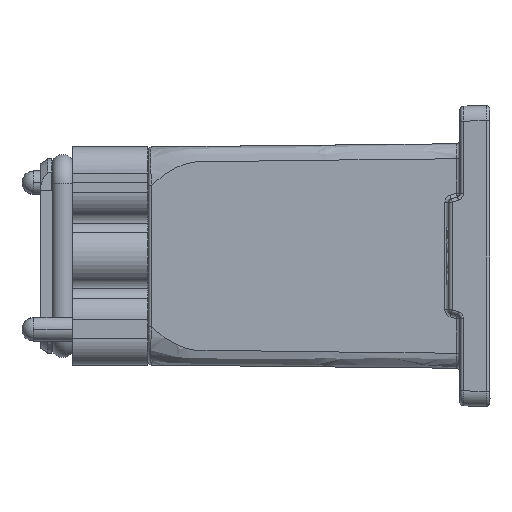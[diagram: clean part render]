
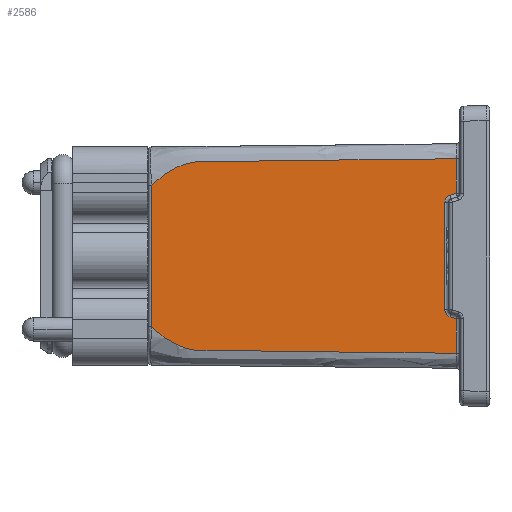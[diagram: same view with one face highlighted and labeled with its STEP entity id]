
A CAD part, left-side view. The second image highlights one B-rep face of the part: STEP entity #2586.
In plain terms, the highlighted planar face has unit normal (-1, 0.011, 0).
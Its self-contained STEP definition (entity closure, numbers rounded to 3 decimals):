
#1528=FACE_OUTER_BOUND('',#8351,.T.);
#2586=ADVANCED_FACE('NONE',(#1528),#3137,.T.);
#3137=PLANE('',#20636);
#4310=LINE('',#39540,#5541);
#4311=LINE('',#39552,#5542);
#4312=LINE('',#39554,#5543);
#4314=LINE('',#39685,#5545);
#4315=LINE('',#39687,#5546);
#4316=LINE('',#39709,#5547);
#5541=VECTOR('',#23834,1.);
#5542=VECTOR('',#23839,1.);
#5543=VECTOR('',#23842,1.);
#5545=VECTOR('',#23846,1.);
#5546=VECTOR('',#23849,1.);
#5547=VECTOR('',#23854,1.);
#6954=B_SPLINE_CURVE_WITH_KNOTS('',3,(#39525,#39526,#39527,#39528),
 .UNSPECIFIED.,.F.,.F.,(4,4),(0.,1.),.UNSPECIFIED.);
#6958=B_SPLINE_CURVE_WITH_KNOTS('',3,(#39547,#39548,#39549,#39550),
 .UNSPECIFIED.,.F.,.F.,(4,4),(0.,1.),.UNSPECIFIED.);
#6960=B_SPLINE_CURVE_WITH_KNOTS('',3,(#39563,#39564,#39565,#39566,#39567,
#39568,#39569,#39570,#39571,#39572,#39573,#39574,#39575,#39576,#39577,#39578,
#39579,#39580,#39581,#39582,#39583,#39584,#39585,#39586,#39587,#39588,#39589,
#39590,#39591,#39592,#39593,#39594),.UNSPECIFIED.,.F.,.F.,(4,1,1,2,2,1,
2,2,1,1,1,2,2,1,1,1,1,2,2,2,4),(0.,0.063,0.094,
0.109,0.125,0.141,0.148,
0.156,0.172,0.18,0.184,
0.186,0.188,0.219,0.234,
0.242,0.246,0.248,0.25,
0.5,1.),.UNSPECIFIED.);
#6992=B_SPLINE_CURVE_WITH_KNOTS('',3,(#40251,#40252,#40253,#40254,#40255,
#40256,#40257,#40258,#40259,#40260,#40261,#40262),.UNSPECIFIED.,.F.,.F.,
(4,2,2,2,2,4),(0.,0.125,0.188,0.25,0.5,
1.),.UNSPECIFIED.);
#8351=EDGE_LOOP('',(#13499,#13500,#13501,#13502,#13503,#13504,#13505,#13506,
#13507,#13508));
#13499=ORIENTED_EDGE('',*,*,#18968,.T.);
#13500=ORIENTED_EDGE('',*,*,#18969,.T.);
#13501=ORIENTED_EDGE('',*,*,#18957,.T.);
#13502=ORIENTED_EDGE('',*,*,#18960,.T.);
#13503=ORIENTED_EDGE('',*,*,#18962,.T.);
#13504=ORIENTED_EDGE('',*,*,#18963,.T.);
#13505=ORIENTED_EDGE('',*,*,#18973,.T.);
#13506=ORIENTED_EDGE('',*,*,#19013,.F.);
#13507=ORIENTED_EDGE('',*,*,#18964,.T.);
#13508=ORIENTED_EDGE('',*,*,#18967,.T.);
#16145=VERTEX_POINT('',#38367);
#16146=VERTEX_POINT('',#38375);
#16149=VERTEX_POINT('',#38414);
#16180=VERTEX_POINT('',#38985);
#16205=VERTEX_POINT('',#39524);
#16206=VERTEX_POINT('',#39529);
#16207=VERTEX_POINT('',#39539);
#16208=VERTEX_POINT('',#39546);
#16209=VERTEX_POINT('',#39555);
#16213=VERTEX_POINT('',#39708);
#18957=EDGE_CURVE('NONE',#16206,#16205,#6954,.T.);
#18960=EDGE_CURVE('NONE',#16205,#16207,#4310,.T.);
#18962=EDGE_CURVE('NONE',#16207,#16208,#6958,.T.);
#18963=EDGE_CURVE('NONE',#16208,#16149,#4311,.T.);
#18964=EDGE_CURVE('NONE',#16209,#16180,#4312,.T.);
#18967=EDGE_CURVE('NONE',#16180,#16145,#6960,.T.);
#18968=EDGE_CURVE('NONE',#16145,#16146,#4314,.T.);
#18969=EDGE_CURVE('NONE',#16146,#16206,#4315,.T.);
#18973=EDGE_CURVE('NONE',#16149,#16213,#4316,.T.);
#19013=EDGE_CURVE('NONE',#16209,#16213,#6992,.T.);
#20636=AXIS2_PLACEMENT_3D('',#40263,#23895,#23896);
#23834=DIRECTION('',(0.,0.,1.));
#23839=DIRECTION('',(-0.01,-0.949,0.316));
#23842=DIRECTION('',(0.,0.,-1.));
#23846=DIRECTION('',(0.,0.,1.));
#23849=DIRECTION('',(0.01,0.949,0.316));
#23854=DIRECTION('',(0.,0.,1.));
#23895=DIRECTION('',(-1.,0.01,0.));
#23896=DIRECTION('',(-0.01,-1.,0.));
#38367=CARTESIAN_POINT('',(29.024,8.99,-65.842));
#38375=CARTESIAN_POINT('',(29.024,8.99,-56.703));
#38414=CARTESIAN_POINT('',(29.024,8.99,-23.262));
#38985=CARTESIAN_POINT('',(29.872,90.011,-58.842));
#39524=CARTESIAN_POINT('',(29.056,11.99,-54.262));
#39525=CARTESIAN_POINT('',(29.041,10.622,-56.159));
#39526=CARTESIAN_POINT('',(29.049,11.445,-55.877));
#39527=CARTESIAN_POINT('',(29.055,11.982,-55.134));
#39528=CARTESIAN_POINT('',(29.055,11.99,-54.262));
#39529=CARTESIAN_POINT('',(29.042,10.622,-56.159));
#39539=CARTESIAN_POINT('',(29.055,11.99,-25.703));
#39540=CARTESIAN_POINT('',(29.055,11.99,-72.955));
#39546=CARTESIAN_POINT('',(29.042,10.622,-23.806));
#39547=CARTESIAN_POINT('',(29.055,11.99,-25.703));
#39548=CARTESIAN_POINT('',(29.055,11.983,-24.834));
#39549=CARTESIAN_POINT('',(29.05,11.447,-24.089));
#39550=CARTESIAN_POINT('',(29.041,10.622,-23.806));
#39552=CARTESIAN_POINT('',(29.041,10.622,-23.806));
#39554=CARTESIAN_POINT('',(29.872,90.011,-72.955));
#39555=CARTESIAN_POINT('',(29.872,90.011,-21.123));
#39563=CARTESIAN_POINT('',(29.872,90.011,-58.842));
#39564=CARTESIAN_POINT('',(29.857,88.582,-60.205));
#39565=CARTESIAN_POINT('',(29.835,86.428,-61.918));
#39566=CARTESIAN_POINT('',(29.808,83.898,-63.336));
#39567=CARTESIAN_POINT('',(29.797,82.809,-63.819));
#39568=CARTESIAN_POINT('',(29.789,82.083,-64.114));
#39569=CARTESIAN_POINT('',(29.786,81.772,-64.23));
#39570=CARTESIAN_POINT('',(29.777,80.939,-64.504));
#39571=CARTESIAN_POINT('',(29.771,80.313,-64.682));
#39572=CARTESIAN_POINT('',(29.764,79.684,-64.819));
#39573=CARTESIAN_POINT('',(29.76,79.263,-64.901));
#39574=CARTESIAN_POINT('',(29.757,79.011,-64.944));
#39575=CARTESIAN_POINT('',(29.752,78.504,-65.021));
#39576=CARTESIAN_POINT('',(29.746,77.928,-65.081));
#39577=CARTESIAN_POINT('',(29.737,77.135,-65.12));
#39578=CARTESIAN_POINT('',(29.733,76.709,-65.132));
#39579=CARTESIAN_POINT('',(29.731,76.52,-65.135));
#39580=CARTESIAN_POINT('',(29.73,76.392,-65.137));
#39581=CARTESIAN_POINT('',(29.728,76.279,-65.138));
#39582=CARTESIAN_POINT('',(29.726,76.,-65.141));
#39583=CARTESIAN_POINT('',(29.717,75.157,-65.149));
#39584=CARTESIAN_POINT('',(29.698,73.385,-65.167));
#39585=CARTESIAN_POINT('',(29.687,72.302,-65.179));
#39586=CARTESIAN_POINT('',(29.681,71.711,-65.185));
#39587=CARTESIAN_POINT('',(29.678,71.447,-65.188));
#39588=CARTESIAN_POINT('',(29.676,71.269,-65.189));
#39589=CARTESIAN_POINT('',(29.675,71.141,-65.191));
#39590=CARTESIAN_POINT('',(29.602,64.179,-65.264));
#39591=CARTESIAN_POINT('',(29.53,57.289,-65.336));
#39592=CARTESIAN_POINT('',(29.313,36.588,-65.552));
#39593=CARTESIAN_POINT('',(29.168,22.788,-65.697));
#39594=CARTESIAN_POINT('',(29.024,8.99,-65.842));
#39685=CARTESIAN_POINT('',(29.024,8.99,-72.955));
#39687=CARTESIAN_POINT('',(29.024,8.99,-56.703));
#39708=CARTESIAN_POINT('',(29.024,8.99,-14.124));
#39709=CARTESIAN_POINT('',(29.024,8.99,-72.955));
#40251=CARTESIAN_POINT('',(29.872,90.011,-21.123));
#40252=CARTESIAN_POINT('',(29.848,87.668,-18.898));
#40253=CARTESIAN_POINT('',(29.819,84.957,-16.879));
#40254=CARTESIAN_POINT('',(29.769,80.14,-15.159));
#40255=CARTESIAN_POINT('',(29.751,78.41,-14.856));
#40256=CARTESIAN_POINT('',(29.714,74.939,-14.806));
#40257=CARTESIAN_POINT('',(29.696,73.203,-14.796));
#40258=CARTESIAN_POINT('',(29.605,64.526,-14.704));
#40259=CARTESIAN_POINT('',(29.533,57.584,-14.633));
#40260=CARTESIAN_POINT('',(29.315,36.758,-14.414));
#40261=CARTESIAN_POINT('',(29.169,22.874,-14.269));
#40262=CARTESIAN_POINT('',(29.024,8.99,-14.124));
#40263=CARTESIAN_POINT('',(29.883,91.,-72.955));
